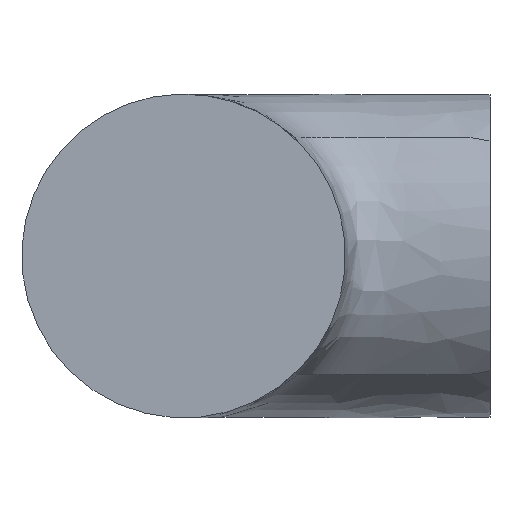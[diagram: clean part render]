
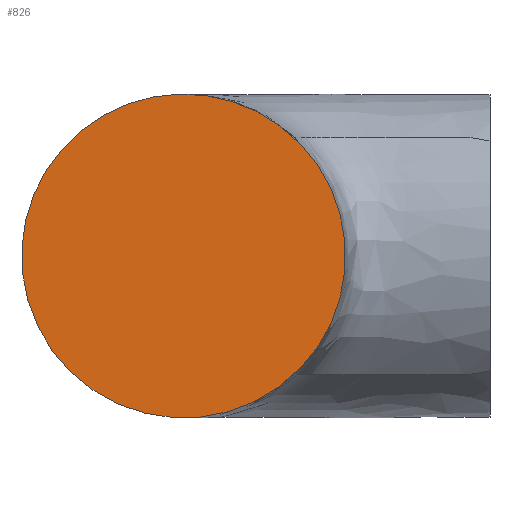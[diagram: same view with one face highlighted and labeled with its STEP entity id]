
A CAD part, front view. The second image highlights one B-rep face of the part: STEP entity #826.
In plain terms, the highlighted planar face has unit normal (0, -1, 0).
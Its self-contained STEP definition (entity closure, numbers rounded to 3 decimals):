
#13 = AXIS2_PLACEMENT_3D ( 'NONE', #69, #719, #360 ) ;
#26 = CIRCLE ( 'NONE', #696, 20.46 ) ;
#27 = DIRECTION ( 'NONE',  ( 0., 1., 0. ) ) ;
#57 = ORIENTED_EDGE ( 'NONE', *, *, #467, .F. ) ;
#69 = CARTESIAN_POINT ( 'NONE',  ( 0., 0., 0. ) ) ;
#138 = FACE_OUTER_BOUND ( 'NONE', #844, .T. ) ;
#206 = DIRECTION ( 'NONE',  ( 0., 1., 0. ) ) ;
#211 = VERTEX_POINT ( 'NONE', #784 ) ;
#232 = EDGE_CURVE ( 'NONE', #354, #211, #654, .T. ) ;
#245 = CARTESIAN_POINT ( 'NONE',  ( 0., 0., 0. ) ) ;
#291 = CARTESIAN_POINT ( 'NONE',  ( 0., 0., 0. ) ) ;
#332 = EDGE_CURVE ( 'NONE', #344, #354, #634, .T. ) ;
#337 = AXIS2_PLACEMENT_3D ( 'NONE', #607, #889, #684 ) ;
#339 = ORIENTED_EDGE ( 'NONE', *, *, #232, .F. ) ;
#344 = VERTEX_POINT ( 'NONE', #750 ) ;
#354 = VERTEX_POINT ( 'NONE', #757 ) ;
#360 = DIRECTION ( 'NONE',  ( 0., 0., 1. ) ) ;
#467 = EDGE_CURVE ( 'NONE', #211, #344, #26, .T. ) ;
#607 = CARTESIAN_POINT ( 'NONE',  ( 0., 0., 0. ) ) ;
#634 = CIRCLE ( 'NONE', #337, 20.46 ) ;
#654 = CIRCLE ( 'NONE', #13, 20.46 ) ;
#668 = AXIS2_PLACEMENT_3D ( 'NONE', #291, #206, #847 ) ;
#684 = DIRECTION ( 'NONE',  ( 0., 0., 1. ) ) ;
#696 = AXIS2_PLACEMENT_3D ( 'NONE', #245, #27, #747 ) ;
#719 = DIRECTION ( 'NONE',  ( 0., 1., 0. ) ) ;
#746 = ORIENTED_EDGE ( 'NONE', *, *, #332, .F. ) ;
#747 = DIRECTION ( 'NONE',  ( 0., 0., 1. ) ) ;
#750 = CARTESIAN_POINT ( 'NONE',  ( -20.35, 0., -2.13 ) ) ;
#757 = CARTESIAN_POINT ( 'NONE',  ( 14.706, 0., 14.223 ) ) ;
#784 = CARTESIAN_POINT ( 'NONE',  ( 14.706, 0., -14.223 ) ) ;
#826 = ADVANCED_FACE ( 'NONE', ( #138 ), #925, .F. ) ;
#844 = EDGE_LOOP ( 'NONE', ( #339, #746, #57 ) ) ;
#847 = DIRECTION ( 'NONE',  ( 0., 0., 1. ) ) ;
#889 = DIRECTION ( 'NONE',  ( 0., 1., 0. ) ) ;
#925 = PLANE ( 'NONE',  #668 ) ;
